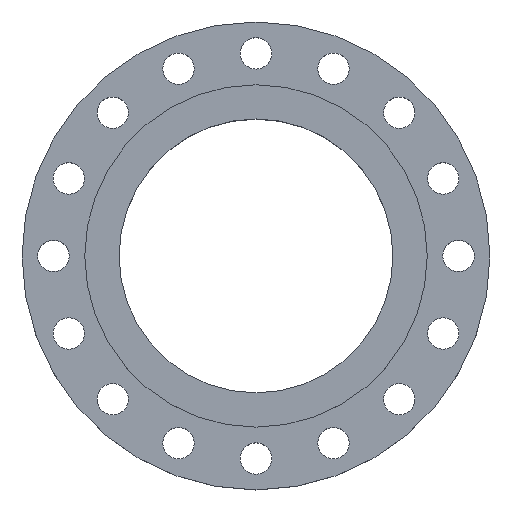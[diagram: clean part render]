
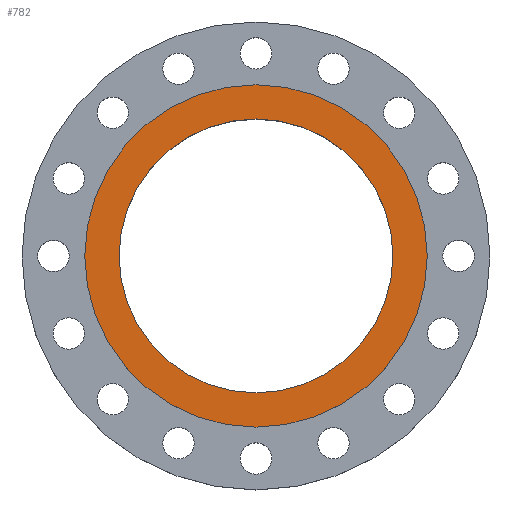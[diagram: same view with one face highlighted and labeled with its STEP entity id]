
A CAD part, top view. The second image highlights one B-rep face of the part: STEP entity #782.
In plain terms, the highlighted planar face has unit normal (0, 0, 1).
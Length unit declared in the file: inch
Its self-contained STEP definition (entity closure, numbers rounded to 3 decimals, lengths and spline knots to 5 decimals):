
#2 = AXIS2_PLACEMENT_3D ( 'NONE', #1314, #1186, #1046 ) ;
#6 = AXIS2_PLACEMENT_3D ( 'NONE', #1535, #206, #706 ) ;
#16 = CARTESIAN_POINT ( 'NONE',  ( 6., 0., 0. ) ) ;
#55 = ORIENTED_EDGE ( 'NONE', *, *, #768, .F. ) ;
#75 = ORIENTED_EDGE ( 'NONE', *, *, #1100, .T. ) ;
#206 = DIRECTION ( 'NONE',  ( 0., 0., 1. ) ) ;
#244 = EDGE_CURVE ( 'NONE', #1183, #1599, #669, .T. ) ;
#249 = CARTESIAN_POINT ( 'NONE',  ( 7.5, 0., 0. ) ) ;
#252 = DIRECTION ( 'NONE',  ( 0., 0., -1. ) ) ;
#269 = EDGE_LOOP ( 'NONE', ( #55, #1348 ) ) ;
#276 = ORIENTED_EDGE ( 'NONE', *, *, #1374, .T. ) ;
#410 = VERTEX_POINT ( 'NONE', #528 ) ;
#426 = DIRECTION ( 'NONE',  ( 0., 0., 1. ) ) ;
#430 = VERTEX_POINT ( 'NONE', #249 ) ;
#478 = AXIS2_PLACEMENT_3D ( 'NONE', #912, #252, #1052 ) ;
#513 = FACE_OUTER_BOUND ( 'NONE', #1425, .T. ) ;
#528 = CARTESIAN_POINT ( 'NONE',  ( -7.5, 0., 0. ) ) ;
#558 = CARTESIAN_POINT ( 'NONE',  ( 0., 0., 0. ) ) ;
#621 = CIRCLE ( 'NONE', #777, 7.5 ) ;
#669 = CIRCLE ( 'NONE', #6, 6. ) ;
#690 = DIRECTION ( 'NONE',  ( 0., 0., 1. ) ) ;
#706 = DIRECTION ( 'NONE',  ( 1., 0., 0. ) ) ;
#768 = EDGE_CURVE ( 'NONE', #1599, #1183, #1204, .T. ) ;
#777 = AXIS2_PLACEMENT_3D ( 'NONE', #1500, #426, #981 ) ;
#782 = ADVANCED_FACE ( 'NONE', ( #1567, #513 ), #1597, .F. ) ;
#912 = CARTESIAN_POINT ( 'NONE',  ( 0., 6., 0. ) ) ;
#974 = CARTESIAN_POINT ( 'NONE',  ( -6., 0., 0. ) ) ;
#981 = DIRECTION ( 'NONE',  ( 1., 0., 0. ) ) ;
#1032 = AXIS2_PLACEMENT_3D ( 'NONE', #558, #690, #1469 ) ;
#1046 = DIRECTION ( 'NONE',  ( 1., 0., 0. ) ) ;
#1052 = DIRECTION ( 'NONE',  ( -1., 0., 0. ) ) ;
#1100 = EDGE_CURVE ( 'NONE', #410, #430, #1582, .T. ) ;
#1183 = VERTEX_POINT ( 'NONE', #974 ) ;
#1186 = DIRECTION ( 'NONE',  ( 0., 0., 1. ) ) ;
#1204 = CIRCLE ( 'NONE', #2, 6. ) ;
#1314 = CARTESIAN_POINT ( 'NONE',  ( 0., 0., 0. ) ) ;
#1348 = ORIENTED_EDGE ( 'NONE', *, *, #244, .F. ) ;
#1374 = EDGE_CURVE ( 'NONE', #430, #410, #621, .T. ) ;
#1425 = EDGE_LOOP ( 'NONE', ( #276, #75 ) ) ;
#1469 = DIRECTION ( 'NONE',  ( 1., 0., 0. ) ) ;
#1500 = CARTESIAN_POINT ( 'NONE',  ( 0., 0., 0. ) ) ;
#1535 = CARTESIAN_POINT ( 'NONE',  ( 0., 0., 0. ) ) ;
#1567 = FACE_BOUND ( 'NONE', #269, .T. ) ;
#1582 = CIRCLE ( 'NONE', #1032, 7.5 ) ;
#1597 = PLANE ( 'NONE',  #478 ) ;
#1599 = VERTEX_POINT ( 'NONE', #16 ) ;
